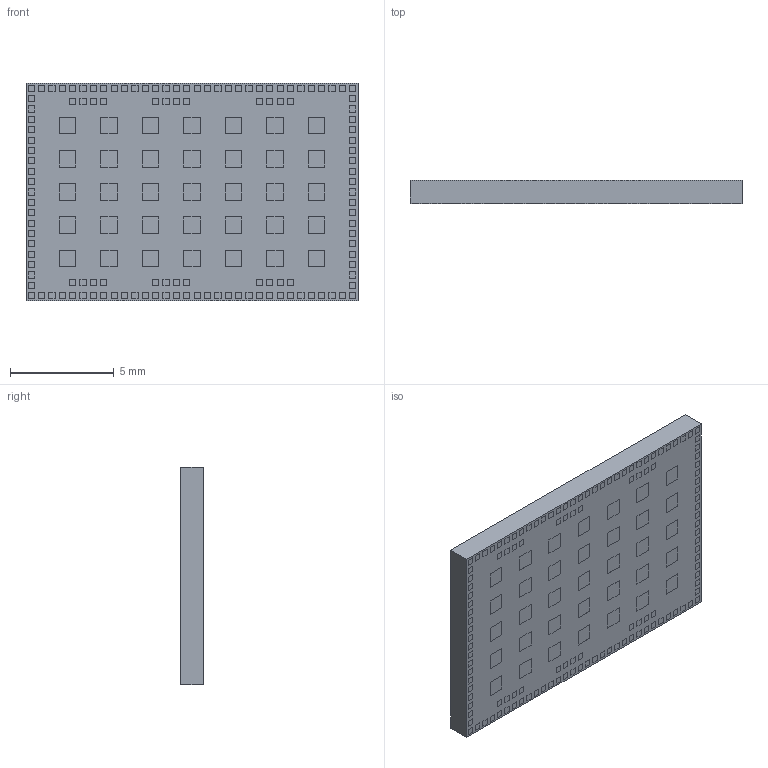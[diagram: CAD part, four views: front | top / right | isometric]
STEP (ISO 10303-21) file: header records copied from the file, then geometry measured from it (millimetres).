
FILE_DESCRIPTION (( 'STEP AP214' ), '1' );
FILE_NAME ('NRF9160-SICA-R.STEP', '2023-11-24T23:07:43', ( '' ), ( '' ), 'SwSTEP 2.0', 'SolidWorks 2021', '' );
FILE_SCHEMA (( 'AUTOMOTIVE_DESIGN' ));
Length unit declared in the file: millimetre
Products named in the file (1): NRF9160-SICA-R
Bounding box: 16 x 1.1 x 10.5 mm (x, y, z)
Volume: 184.8 mm3; surface area: 489.1 mm2
Topology: 163 solids, 163 shells, 1784 faces, 3888 edges, 2592 vertices
Faces by surface type: plane 1780, cylinder 4
Entity records: 49152 total; most frequent: CARTESIAN_POINT 8265, ORIENTED_EDGE 7776, DIRECTION 7466, EDGE_CURVE 3888, VECTOR 3880, LINE 3880, VERTEX_POINT 2592, EDGE_LOOP 1946
